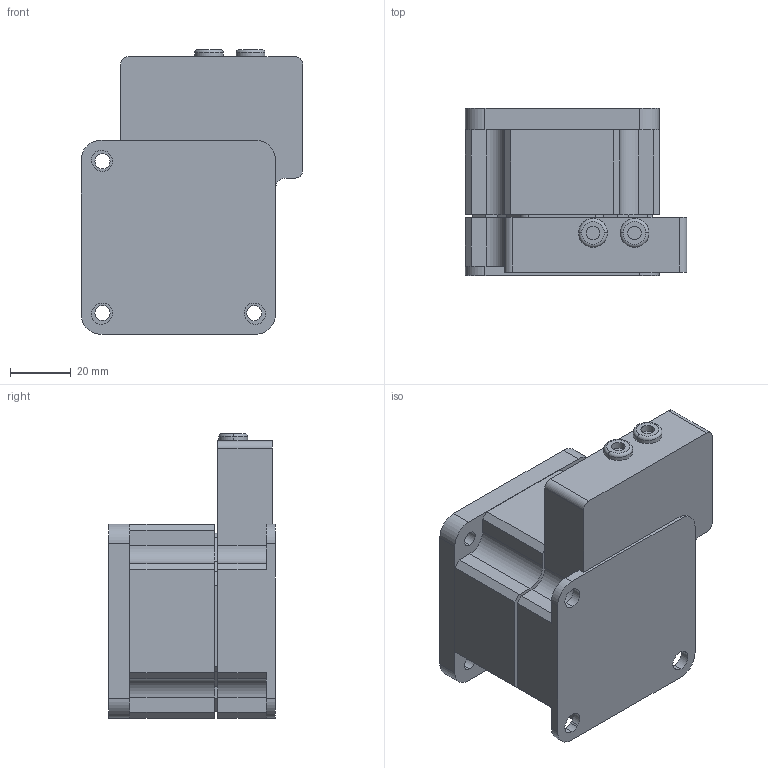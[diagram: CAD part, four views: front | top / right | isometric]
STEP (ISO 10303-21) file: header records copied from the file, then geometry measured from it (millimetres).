
FILE_DESCRIPTION (( 'STEP AP203' ), '1' );
FILE_NAME ('X-VSR20x-SVx.step', '2023-05-17T23:17:32', ( '' ), ( '' ), 'SwSTEP 2.0', 'SolidWorks 2019', '' );
FILE_SCHEMA (( 'CONFIG_CONTROL_DESIGN' ));
Length unit declared in the file: millimetre
Products named in the file (3): VSR_top^VSR_VSR20-V; VSR_base^VSR_X-VSR20-SV; X-VSR20x-SVx
Assembly tree (2 placements, depth 2):
  X-VSR20x-SVx
    VSR_base^VSR_X-VSR20-SV
    VSR_top^VSR_VSR20-V
Bounding box: 73 x 55 x 93.8 mm (x, y, z)
Volume: 219260 mm3; surface area: 50179.2 mm2
Topology: 15 solids, 15 shells, 348 faces, 854 edges, 568 vertices
Faces by surface type: plane 208, cylinder 136, torus 4
Entity records: 10657 total; most frequent: DIRECTION 1840, CARTESIAN_POINT 1775, ORIENTED_EDGE 1708, EDGE_CURVE 854, AXIS2_PLACEMENT_3D 633, VECTOR 574, LINE 574, VERTEX_POINT 568
